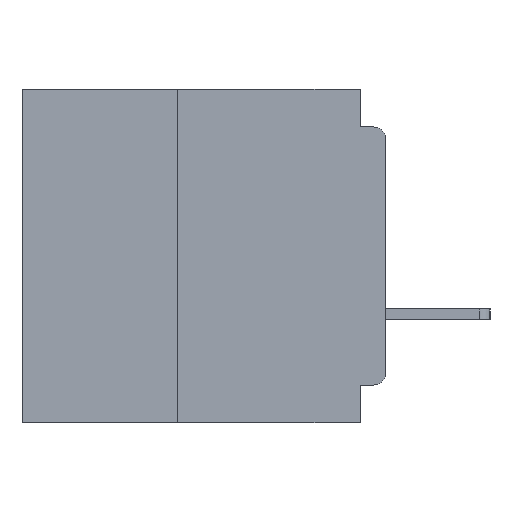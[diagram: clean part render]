
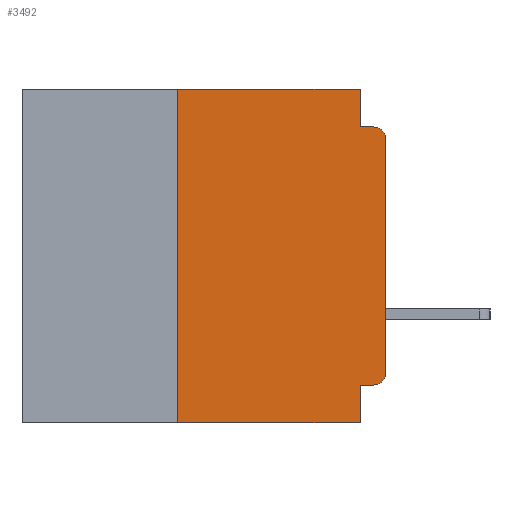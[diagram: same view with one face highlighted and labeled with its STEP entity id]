
A CAD part, left-side view. The second image highlights one B-rep face of the part: STEP entity #3492.
In plain terms, the highlighted planar face has unit normal (-1, 0, 0).
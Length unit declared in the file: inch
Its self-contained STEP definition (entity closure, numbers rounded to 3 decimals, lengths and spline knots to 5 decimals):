
#273 = DIRECTION ( 'NONE',  ( 0., 0., -1. ) ) ;
#295 = EDGE_CURVE ( 'NONE', #31092, #50360, #8935, .T. ) ;
#1602 = VERTEX_POINT ( 'NONE', #35894 ) ;
#2053 = VECTOR ( 'NONE', #11997, 39.37008 ) ;
#2572 = VECTOR ( 'NONE', #31059, 39.37008 ) ;
#3492 = ADVANCED_FACE ( 'NONE', ( #21862 ), #20477, .F. ) ;
#3921 = DIRECTION ( 'NONE',  ( 0., 0., -1. ) ) ;
#4316 = CARTESIAN_POINT ( 'NONE',  ( 0., 0.25, 0. ) ) ;
#4910 = ORIENTED_EDGE ( 'NONE', *, *, #8753, .F. ) ;
#7054 = ORIENTED_EDGE ( 'NONE', *, *, #15459, .F. ) ;
#7228 = VERTEX_POINT ( 'NONE', #45657 ) ;
#7627 = DIRECTION ( 'NONE',  ( 0., 0., -1. ) ) ;
#8753 = EDGE_CURVE ( 'NONE', #37097, #16980, #44744, .T. ) ;
#8905 = CARTESIAN_POINT ( 'NONE',  ( 0., 0.015, -0.355 ) ) ;
#8935 = LINE ( 'NONE', #16755, #50153 ) ;
#9066 = EDGE_CURVE ( 'NONE', #47659, #1602, #37870, .T. ) ;
#10037 = CARTESIAN_POINT ( 'NONE',  ( 0., 0.031, 0. ) ) ;
#10819 = CARTESIAN_POINT ( 'NONE',  ( 0., 0., -0.06 ) ) ;
#11997 = DIRECTION ( 'NONE',  ( 0., -1., 0. ) ) ;
#12413 = CARTESIAN_POINT ( 'NONE',  ( 0., 0.437, 0. ) ) ;
#12715 = ORIENTED_EDGE ( 'NONE', *, *, #16614, .T. ) ;
#13283 = CARTESIAN_POINT ( 'NONE',  ( 0., 0.25, -0.4 ) ) ;
#13595 = ORIENTED_EDGE ( 'NONE', *, *, #28226, .T. ) ;
#14248 = DIRECTION ( 'NONE',  ( -1., 0., 0. ) ) ;
#14457 = EDGE_LOOP ( 'NONE', ( #20736, #50365, #14551, #46300, #4910, #34236, #12715, #39831, #7054, #13595 ) ) ;
#14551 = ORIENTED_EDGE ( 'NONE', *, *, #20465, .F. ) ;
#15084 = CARTESIAN_POINT ( 'NONE',  ( 0., 0.437, -0.4 ) ) ;
#15370 = LINE ( 'NONE', #21257, #35463 ) ;
#15459 = EDGE_CURVE ( 'NONE', #25691, #31092, #15370, .T. ) ;
#16529 = EDGE_CURVE ( 'NONE', #40655, #47659, #47734, .T. ) ;
#16563 = CARTESIAN_POINT ( 'NONE',  ( 0., 0.031, -0.355 ) ) ;
#16614 = EDGE_CURVE ( 'NONE', #7228, #50360, #45270, .T. ) ;
#16755 = CARTESIAN_POINT ( 'NONE',  ( 0., 0.031, -0.4 ) ) ;
#16980 = VERTEX_POINT ( 'NONE', #30142 ) ;
#20465 = EDGE_CURVE ( 'NONE', #40251, #1602, #36287, .T. ) ;
#20477 = PLANE ( 'NONE',  #38722 ) ;
#20736 = ORIENTED_EDGE ( 'NONE', *, *, #16529, .T. ) ;
#21257 = CARTESIAN_POINT ( 'NONE',  ( 0., 0., -0.355 ) ) ;
#21625 = DIRECTION ( 'NONE',  ( 0., -1., 0. ) ) ;
#21862 = FACE_OUTER_BOUND ( 'NONE', #14457, .T. ) ;
#22016 = EDGE_CURVE ( 'NONE', #7228, #37097, #23579, .T. ) ;
#23579 = LINE ( 'NONE', #13283, #24822 ) ;
#23924 = CARTESIAN_POINT ( 'NONE',  ( 0., 0.031, -0.045 ) ) ;
#24502 = DIRECTION ( 'NONE',  ( 1., 0., 0. ) ) ;
#24822 = VECTOR ( 'NONE', #37262, 39.37008 ) ;
#25460 = CARTESIAN_POINT ( 'NONE',  ( 0., 0., -0.045 ) ) ;
#25622 = VECTOR ( 'NONE', #21625, 39.37008 ) ;
#25691 = VERTEX_POINT ( 'NONE', #8905 ) ;
#26895 = CARTESIAN_POINT ( 'NONE',  ( 0., 0.031, -0.4 ) ) ;
#28094 = DIRECTION ( 'NONE',  ( -1., 0., 0. ) ) ;
#28226 = EDGE_CURVE ( 'NONE', #25691, #40655, #36780, .T. ) ;
#28808 = LINE ( 'NONE', #10037, #39407 ) ;
#30142 = CARTESIAN_POINT ( 'NONE',  ( 0., 0.031, 0. ) ) ;
#30711 = CARTESIAN_POINT ( 'NONE',  ( 0., 0., 0. ) ) ;
#30725 = CARTESIAN_POINT ( 'NONE',  ( 0., 0., -0.34 ) ) ;
#31059 = DIRECTION ( 'NONE',  ( 0., -1., 0. ) ) ;
#31092 = VERTEX_POINT ( 'NONE', #16563 ) ;
#31987 = CARTESIAN_POINT ( 'NONE',  ( 0., 0.437, 0. ) ) ;
#34236 = ORIENTED_EDGE ( 'NONE', *, *, #22016, .F. ) ;
#34717 = DIRECTION ( 'NONE',  ( 0., 0., 1. ) ) ;
#35463 = VECTOR ( 'NONE', #41139, 39.37008 ) ;
#35894 = CARTESIAN_POINT ( 'NONE',  ( 0., 0.015, -0.045 ) ) ;
#36287 = LINE ( 'NONE', #25460, #25622 ) ;
#36780 = CIRCLE ( 'NONE', #48639, 0.015 ) ;
#37097 = VERTEX_POINT ( 'NONE', #4316 ) ;
#37262 = DIRECTION ( 'NONE',  ( 0., 0., 1. ) ) ;
#37870 = CIRCLE ( 'NONE', #41186, 0.015 ) ;
#38063 = DIRECTION ( 'NONE',  ( 0., 0., -1. ) ) ;
#38215 = CARTESIAN_POINT ( 'NONE',  ( 0., 0.015, -0.06 ) ) ;
#38722 = AXIS2_PLACEMENT_3D ( 'NONE', #12413, #24502, #273 ) ;
#39407 = VECTOR ( 'NONE', #38063, 39.37008 ) ;
#39831 = ORIENTED_EDGE ( 'NONE', *, *, #295, .F. ) ;
#40251 = VERTEX_POINT ( 'NONE', #23924 ) ;
#40655 = VERTEX_POINT ( 'NONE', #30725 ) ;
#41139 = DIRECTION ( 'NONE',  ( 0., 1., 0. ) ) ;
#41186 = AXIS2_PLACEMENT_3D ( 'NONE', #38215, #14248, #42196 ) ;
#42196 = DIRECTION ( 'NONE',  ( 0., 0., -1. ) ) ;
#44744 = LINE ( 'NONE', #31987, #2053 ) ;
#45270 = LINE ( 'NONE', #15084, #2572 ) ;
#45657 = CARTESIAN_POINT ( 'NONE',  ( 0., 0.25, -0.4 ) ) ;
#46049 = EDGE_CURVE ( 'NONE', #16980, #40251, #28808, .T. ) ;
#46300 = ORIENTED_EDGE ( 'NONE', *, *, #46049, .F. ) ;
#46485 = VECTOR ( 'NONE', #34717, 39.37008 ) ;
#47659 = VERTEX_POINT ( 'NONE', #10819 ) ;
#47734 = LINE ( 'NONE', #30711, #46485 ) ;
#48639 = AXIS2_PLACEMENT_3D ( 'NONE', #51863, #28094, #3921 ) ;
#50153 = VECTOR ( 'NONE', #7627, 39.37008 ) ;
#50360 = VERTEX_POINT ( 'NONE', #26895 ) ;
#50365 = ORIENTED_EDGE ( 'NONE', *, *, #9066, .T. ) ;
#51863 = CARTESIAN_POINT ( 'NONE',  ( 0., 0.015, -0.34 ) ) ;
